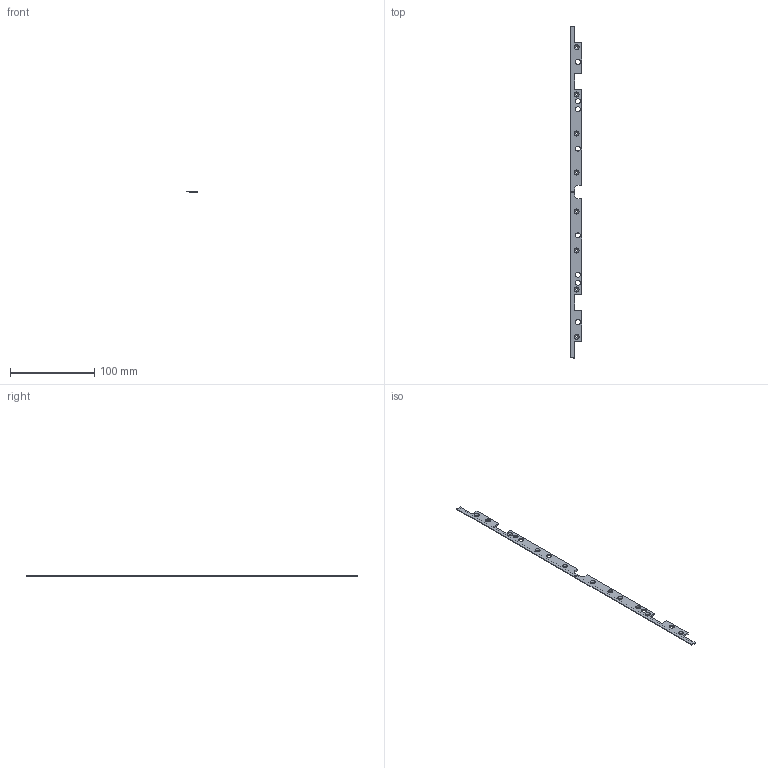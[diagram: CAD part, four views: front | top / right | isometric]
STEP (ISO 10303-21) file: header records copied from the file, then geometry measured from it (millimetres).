
FILE_DESCRIPTION(/* description */ (''),/* implementation_level */ '2;1');
FILE_NAME(/* name */ 'STRIP_LAM2.stp',/* time_stamp */ '2023-03-02T09:12:42+01:00',/* author */ (''),/* organization */ (''),/* preprocessor_version */ 'ST-DEVELOPER v18.102',/* originating_system */ 'SIEMENS PLM Software NX 2000',/* authorisation */ '');
FILE_SCHEMA (('AP203_CONFIGURATION_CONTROLLED_3D_DESIGN_OF_MECHANICAL_PARTS_AND_ASSEMBLIES_MIM_LF { 1 0 10303 403 2 1 2}'));
Length unit declared in the file: millimetre
Products named in the file (1): turc3E00D3F4vv8g
Bounding box: 14 x 395 x 2 mm (x, y, z)
Volume: 6629.4 mm3; surface area: 10861.2 mm2
Topology: 2 solids, 2 shells, 66 faces, 202 edges, 140 vertices
Faces by surface type: plane 32, cylinder 26, cone 8
Full cylindrical faces by diameter (mm): 2.7 x8, 6 x8
Entity records: 2473 total; most frequent: DIRECTION 420, CARTESIAN_POINT 409, ORIENTED_EDGE 404, EDGE_CURVE 202, AXIS2_PLACEMENT_3D 151, VERTEX_POINT 140, LINE 118, VECTOR 118
